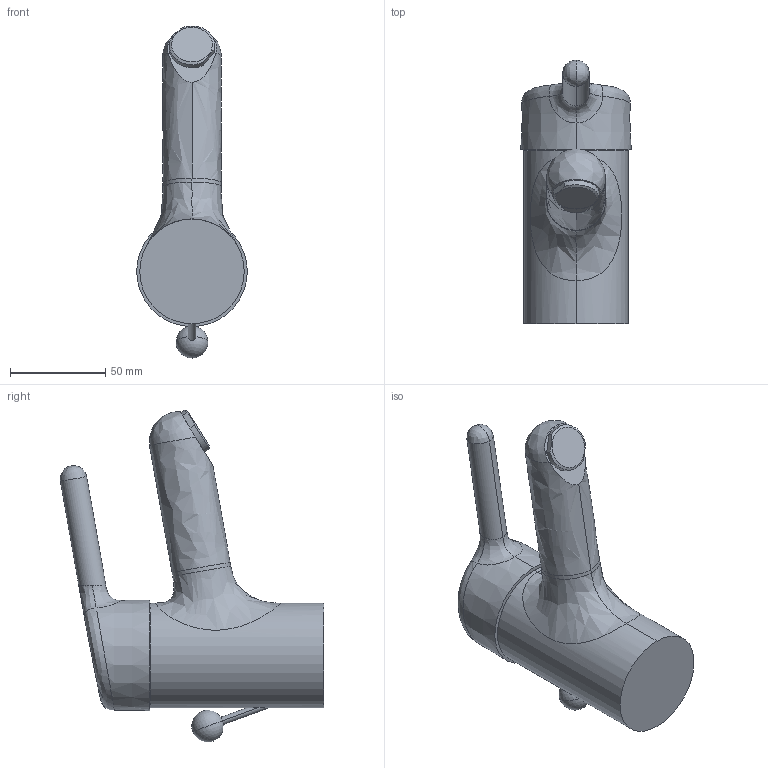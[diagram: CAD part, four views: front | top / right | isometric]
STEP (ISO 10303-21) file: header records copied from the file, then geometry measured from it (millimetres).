
FILE_DESCRIPTION (( 'STEP AP203' ), '1' );
FILE_NAME ('01632103.STEP', '2018-03-02T12:28:29', ( '' ), ( '' ), 'SwSTEP 2.0', 'SolidWorks 2016', '' );
FILE_SCHEMA (( 'CONFIG_CONTROL_DESIGN' ));
Length unit declared in the file: millimetre
Products named in the file (1): 01632103
Bounding box: 58.2 x 138.67 x 174.7 mm (x, y, z)
Volume: 387748.5 mm3; surface area: 40640.7 mm2
Topology: 1 solids, 1 shells, 48 faces, 125 edges, 76 vertices
Faces by surface type: bspline 21, cylinder 12, plane 7, cone 6, sphere 2
Entity records: 8516 total; most frequent: CARTESIAN_POINT 7495, ORIENTED_EDGE 232, DIRECTION 136, EDGE_CURVE 116, VERTEX_POINT 73, B_SPLINE_CURVE_WITH_KNOTS 56, AXIS2_PLACEMENT_3D 54, EDGE_LOOP 51
